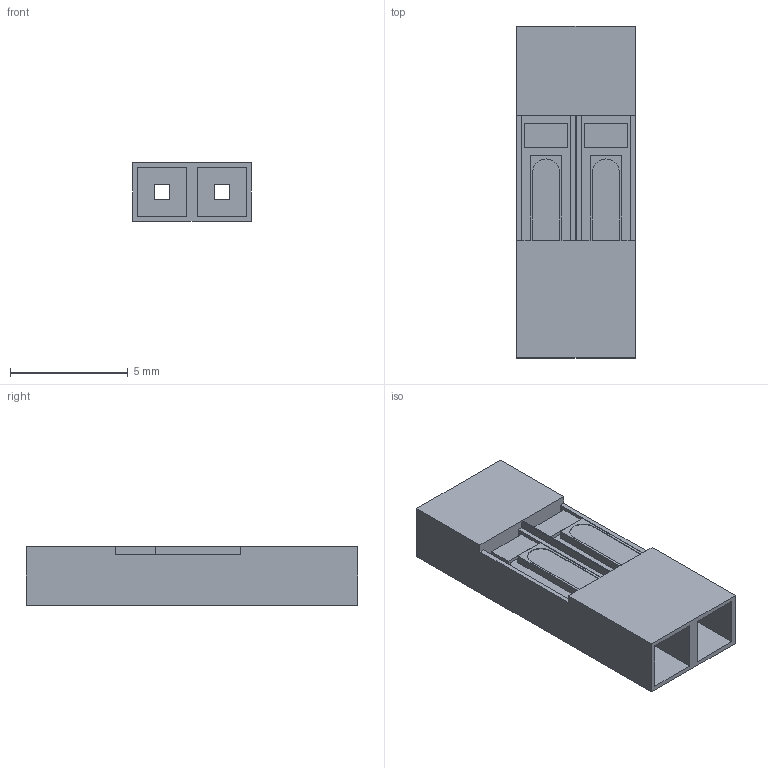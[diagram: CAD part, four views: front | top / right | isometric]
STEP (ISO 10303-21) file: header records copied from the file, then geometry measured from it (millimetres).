
FILE_DESCRIPTION (( 'STEP AP214' ), '1' );
FILE_NAME ('2-Wire Jumper Cable Connector.step', '2018-12-19T16:42:41', ( '' ), ( '' ), 'SwSTEP 2.0', 'SolidWorks 2018', '' );
FILE_SCHEMA (( 'AUTOMOTIVE_DESIGN' ));
Length unit declared in the file: inch
Products named in the file (1): 2-Wire Jumper Cable Connector
Bounding box: 5.04 x 14.1 x 2.5 mm (x, y, z)
Volume: 106.2 mm3; surface area: 408.9 mm2
Topology: 1 solids, 1 shells, 78 faces, 228 edges, 152 vertices
Faces by surface type: plane 76, cylinder 2
Entity records: 2600 total; most frequent: CARTESIAN_POINT 459, ORIENTED_EDGE 456, DIRECTION 390, EDGE_CURVE 228, LINE 224, VECTOR 224, VERTEX_POINT 152, EDGE_LOOP 90
